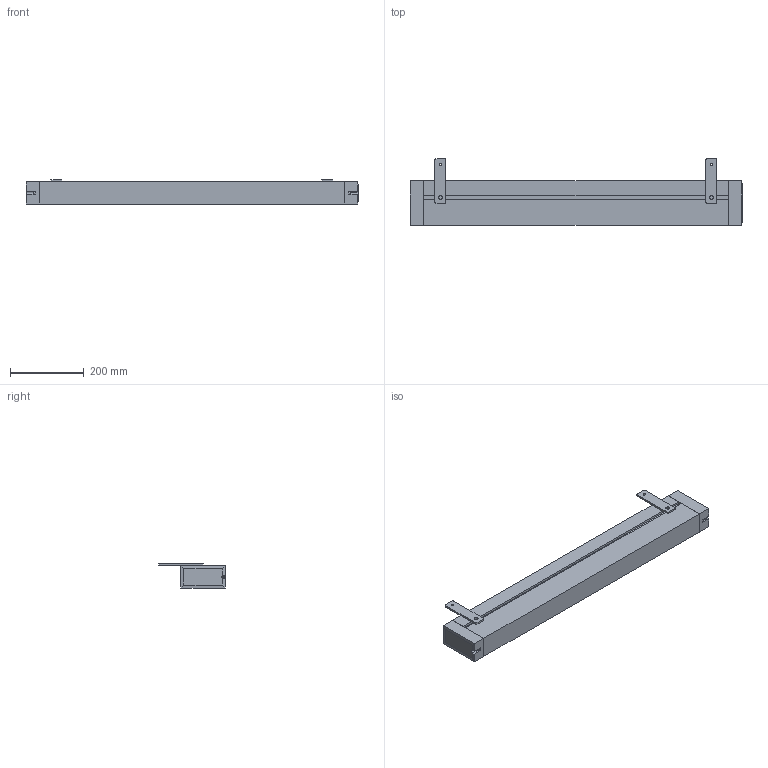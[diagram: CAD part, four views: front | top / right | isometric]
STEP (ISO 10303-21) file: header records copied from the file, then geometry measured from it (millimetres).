
FILE_DESCRIPTION (( 'STEP AP214' ), '1' );
FILE_NAME ('6530020', '2019-01-31T12:12:08', ( '' ), ('JUGARD+KÜNSTNER GmbH'), 'SwSTEP 2.0', 'SolidWorks 2017', '' );
FILE_SCHEMA (( 'AUTOMOTIVE_DESIGN' ));
Length unit declared in the file: millimetre
Products named in the file (4): Kopie von Lasche_2^6530020; Kopie von 6530020^6530020; 6530020_CNAJF00; Kopie von Lasche^6530020
Assembly tree (3 placements, depth 2):
  6530020_CNAJF00
    Kopie von 6530020^6530020
    Kopie von Lasche^6530020
    Kopie von Lasche_2^6530020
Bounding box: 899 x 180.01 x 65.01 mm (x, y, z)
Volume: 6243327.3 mm3; surface area: 393727.6 mm2
Topology: 3 solids, 3 shells, 89 faces, 235 edges, 156 vertices
Faces by surface type: plane 62, cylinder 23, cone 4
Entity records: 3267 total; most frequent: CARTESIAN_POINT 498, DIRECTION 473, ORIENTED_EDGE 470, EDGE_CURVE 235, LINE 179, VECTOR 179, VERTEX_POINT 156, AXIS2_PLACEMENT_3D 147
